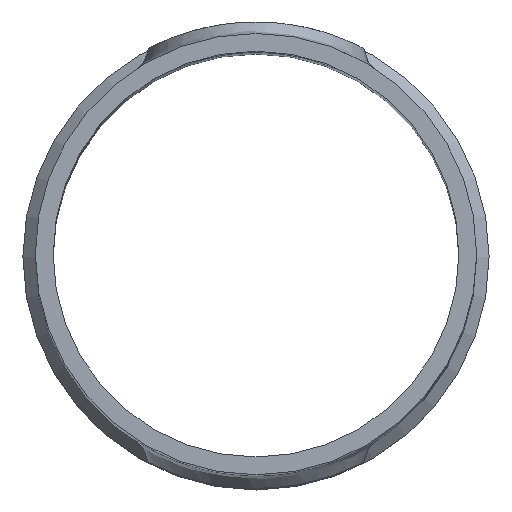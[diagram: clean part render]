
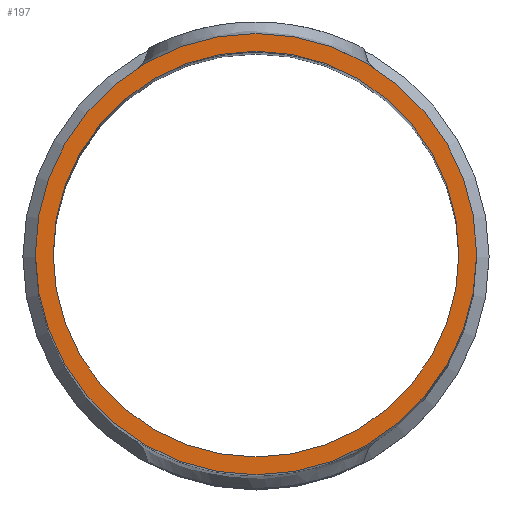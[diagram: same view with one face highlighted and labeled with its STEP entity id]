
A CAD part, top view. The second image highlights one B-rep face of the part: STEP entity #197.
In plain terms, the highlighted planar face has unit normal (0, 0, 1).
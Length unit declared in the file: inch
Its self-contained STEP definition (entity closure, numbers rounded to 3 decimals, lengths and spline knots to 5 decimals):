
#49=FACE_BOUND('',#76,.T.);
#63=FACE_OUTER_BOUND('',#75,.T.);
#75=EDGE_LOOP('',(#151));
#76=EDGE_LOOP('',(#152));
#101=CIRCLE('',#218,15.5);
#102=CIRCLE('',#219,14.25);
#109=VERTEX_POINT('',#275);
#110=VERTEX_POINT('',#277);
#129=EDGE_CURVE('',#109,#109,#101,.T.);
#130=EDGE_CURVE('',#110,#110,#102,.T.);
#151=ORIENTED_EDGE('',*,*,#129,.T.);
#152=ORIENTED_EDGE('',*,*,#130,.T.);
#195=PLANE('',#217);
#197=ADVANCED_FACE('',(#63,#49),#195,.T.);
#217=AXIS2_PLACEMENT_3D('',#274,#237,#238);
#218=AXIS2_PLACEMENT_3D('',#276,#239,#240);
#219=AXIS2_PLACEMENT_3D('',#278,#241,#242);
#237=DIRECTION('center_axis',(0.,0.,1.));
#238=DIRECTION('ref_axis',(1.,0.,0.));
#239=DIRECTION('center_axis',(0.,0.,1.));
#240=DIRECTION('ref_axis',(-1.,0.,0.));
#241=DIRECTION('center_axis',(0.,0.,-1.));
#242=DIRECTION('ref_axis',(-1.,0.,0.));
#274=CARTESIAN_POINT('Origin',(0.,0.,
110.5));
#275=CARTESIAN_POINT('',(15.5,0.,110.5));
#276=CARTESIAN_POINT('Origin',(0.,0.,110.5));
#277=CARTESIAN_POINT('',(14.25,0.,110.5));
#278=CARTESIAN_POINT('Origin',(0.,0.,110.5));
